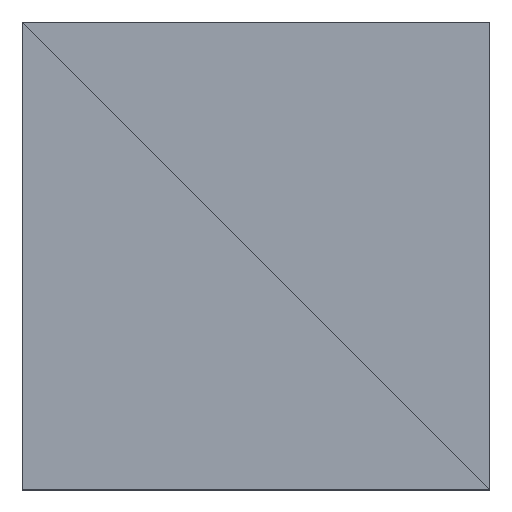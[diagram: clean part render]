
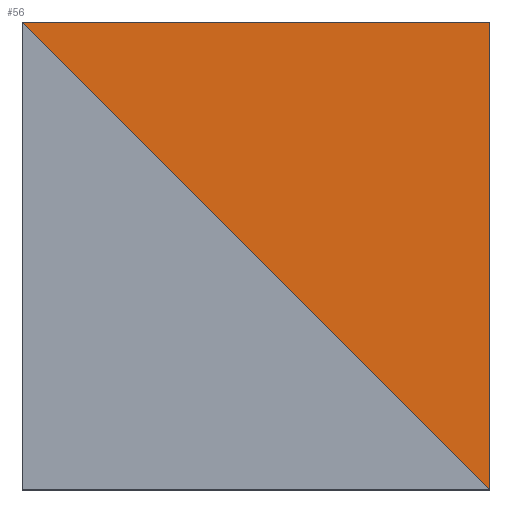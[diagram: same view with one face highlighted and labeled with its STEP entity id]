
A CAD part, top view. The second image highlights one B-rep face of the part: STEP entity #56.
In plain terms, the highlighted planar face has unit normal (0, 0, 1).
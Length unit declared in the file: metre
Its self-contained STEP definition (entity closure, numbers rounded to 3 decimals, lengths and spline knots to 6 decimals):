
#56=ADVANCED_FACE('0:8706',(#71),#72,.T.);
#71=FACE_OUTER_BOUND('',#88,.T.);
#72=PLANE('',#89);
#88=EDGE_LOOP('',(#132,#133,#134));
#89=AXIS2_PLACEMENT_3D('',#135,#136,#137);
#132=ORIENTED_EDGE('',*,*,#165,.F.);
#133=ORIENTED_EDGE('',*,*,#159,.T.);
#134=ORIENTED_EDGE('',*,*,#166,.F.);
#135=CARTESIAN_POINT('',(0.0,0.0,0.0148));
#136=DIRECTION('',(0.0,0.0,1.0));
#137=DIRECTION('',(1.0,0.0,0.0));
#159=EDGE_CURVE('0:11004',#181,#182,#183,.T.);
#165=EDGE_CURVE('0:8669',#181,#188,#191,.F.);
#166=EDGE_CURVE('0:8678',#188,#182,#192,.F.);
#181=VERTEX_POINT('',#214);
#182=VERTEX_POINT('',#215);
#183=LINE('',#216,#217);
#188=VERTEX_POINT('',#225);
#191=LINE('',#230,#231);
#192=LINE('',#232,#233);
#214=CARTESIAN_POINT('',(-0.02,0.02,0.0148));
#215=CARTESIAN_POINT('',(0.02,-0.02,0.0148));
#216=CARTESIAN_POINT('',(0.0,0.0,0.0148));
#217=VECTOR('',#243,1.0);
#225=CARTESIAN_POINT('',(0.02,0.02,0.0148));
#230=CARTESIAN_POINT('',(0.0,0.02,0.0148));
#231=VECTOR('',#249,1.0);
#232=CARTESIAN_POINT('',(0.02,0.0,0.0148));
#233=VECTOR('',#250,1.0);
#243=DIRECTION('',(0.707,-0.707,0.0));
#249=DIRECTION('',(-1.0,0.0,0.0));
#250=DIRECTION('',(-0.0,1.0,0.0));
